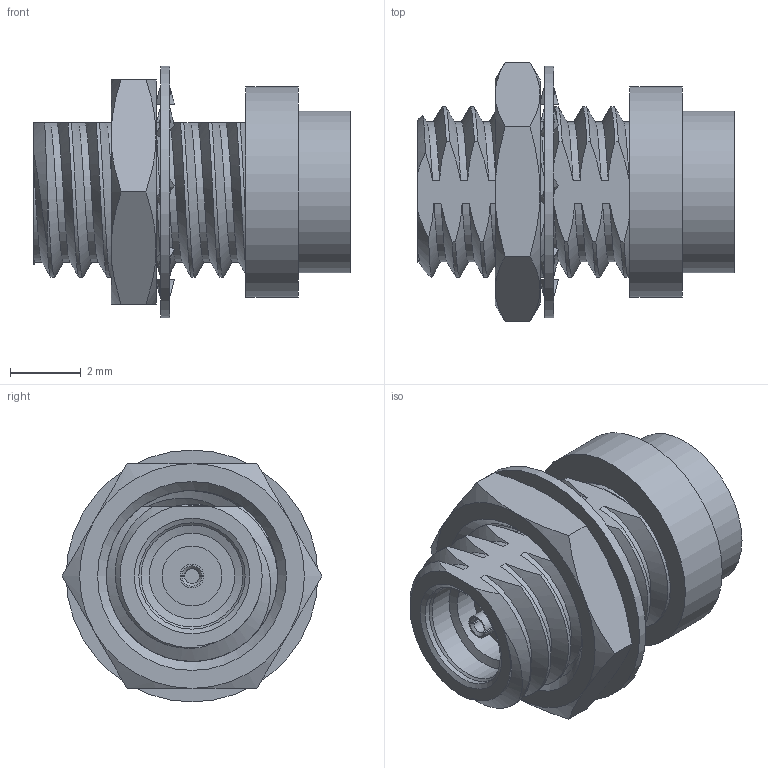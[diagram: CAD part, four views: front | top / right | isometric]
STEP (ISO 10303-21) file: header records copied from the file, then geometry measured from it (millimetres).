
FILE_DESCRIPTION (( 'STEP AP203' ), '1' );
FILE_NAME ('PE9522.step', '2020-01-13T16:01:38', ( '' ), ( '' ), 'SwSTEP 2.0', 'SolidWorks 2018', '' );
FILE_SCHEMA (( 'CONFIG_CONTROL_DESIGN' ));
Length unit declared in the file: inch
Products named in the file (1): PE9522
Bounding box: 8.94 x 7.33 x 7.11 mm (x, y, z)
Volume: 155.7 mm3; surface area: 386.8 mm2
Topology: 3 solids, 3 shells, 184 faces, 472 edges, 302 vertices
Faces by surface type: bspline 61, cylinder 49, plane 48, cone 26
Full cylindrical faces by diameter (mm): 0.419 x2, 0.673 x2, 1.689 x2, 2.41 x2, 2.88 x2, 3 x2, 4.572 x1, 5.944 x1, 7.112 x1
Entity records: 14999 total; most frequent: CARTESIAN_POINT 11157, ORIENTED_EDGE 884, DIRECTION 601, EDGE_CURVE 442, VERTEX_POINT 295, AXIS2_PLACEMENT_3D 241, EDGE_LOOP 219, FACE_OUTER_BOUND 199
